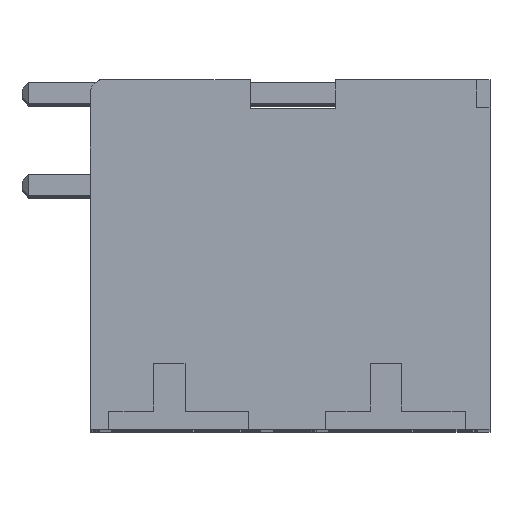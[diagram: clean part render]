
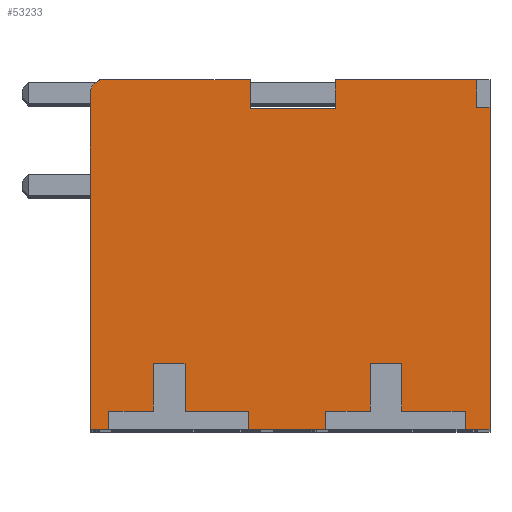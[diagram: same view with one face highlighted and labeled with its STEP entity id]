
A CAD part, top view. The second image highlights one B-rep face of the part: STEP entity #53233.
In plain terms, the highlighted planar face has unit normal (0, 0, 1).
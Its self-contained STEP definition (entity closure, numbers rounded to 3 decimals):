
#14026=DIRECTION('',(-1.,0.,0.));
#14027=VECTOR('',#14026,5.39);
#14028=CARTESIAN_POINT('',(11.703,13.3,33.7));
#14029=LINE('',#14028,#14027);
#14230=DIRECTION('',(0.,-1.,0.));
#14231=VECTOR('',#14230,1.092);
#14232=CARTESIAN_POINT('',(6.313,13.3,33.7));
#14233=LINE('',#14232,#14231);
#14342=DIRECTION('',(0.,1.,0.));
#14343=VECTOR('',#14342,1.092);
#14344=CARTESIAN_POINT('',(3.074,12.208,33.7));
#14345=LINE('',#14344,#14343);
#14862=DIRECTION('',(-1.,0.,0.));
#14863=VECTOR('',#14862,5.716);
#14864=CARTESIAN_POINT('',(3.074,13.3,33.7));
#14865=LINE('',#14864,#14863);
#15274=DIRECTION('',(0.,-1.,0.));
#15275=VECTOR('',#15274,0.02);
#15276=CARTESIAN_POINT('',(-2.641,13.3,33.7));
#15277=LINE('',#15276,#15275);
#18184=DIRECTION('',(-1.,0.,0.));
#18185=VECTOR('',#18184,3.238);
#18186=CARTESIAN_POINT('',(6.313,12.208,33.7));
#18187=LINE('',#18186,#18185);
#18188=DIRECTION('',(0.,1.,0.));
#18189=VECTOR('',#18188,0.7);
#18190=CARTESIAN_POINT('',(11.25,0.,33.7));
#18191=LINE('',#18190,#18189);
#18192=DIRECTION('',(1.,0.,0.));
#18193=VECTOR('',#18192,2.4);
#18194=CARTESIAN_POINT('',(8.85,0.7,33.7));
#18195=LINE('',#18194,#18193);
#18196=DIRECTION('',(0.,-1.,0.));
#18197=VECTOR('',#18196,1.8);
#18198=CARTESIAN_POINT('',(8.85,2.5,33.7));
#18199=LINE('',#18198,#18197);
#18200=DIRECTION('',(1.,0.,0.));
#18201=VECTOR('',#18200,1.2);
#18202=CARTESIAN_POINT('',(7.65,2.5,33.7));
#18203=LINE('',#18202,#18201);
#18204=DIRECTION('',(0.,1.,0.));
#18205=VECTOR('',#18204,1.8);
#18206=CARTESIAN_POINT('',(7.65,0.7,33.7));
#18207=LINE('',#18206,#18205);
#18208=DIRECTION('',(1.,0.,0.));
#18209=VECTOR('',#18208,1.7);
#18210=CARTESIAN_POINT('',(5.95,0.7,33.7));
#18211=LINE('',#18210,#18209);
#18212=DIRECTION('',(0.,1.,0.));
#18213=VECTOR('',#18212,0.7);
#18214=CARTESIAN_POINT('',(5.95,0.,33.7));
#18215=LINE('',#18214,#18213);
#18216=DIRECTION('',(-1.,0.,0.));
#18217=VECTOR('',#18216,2.95);
#18218=CARTESIAN_POINT('',(5.95,0.,33.7));
#18219=LINE('',#18218,#18217);
#18220=DIRECTION('',(0.,1.,0.));
#18221=VECTOR('',#18220,0.7);
#18222=CARTESIAN_POINT('',(3.,0.,33.7));
#18223=LINE('',#18222,#18221);
#18224=DIRECTION('',(1.,0.,0.));
#18225=VECTOR('',#18224,2.4);
#18226=CARTESIAN_POINT('',(0.6,0.7,33.7));
#18227=LINE('',#18226,#18225);
#18228=DIRECTION('',(0.,-1.,0.));
#18229=VECTOR('',#18228,1.8);
#18230=CARTESIAN_POINT('',(0.6,2.5,33.7));
#18231=LINE('',#18230,#18229);
#18232=DIRECTION('',(1.,0.,0.));
#18233=VECTOR('',#18232,1.2);
#18234=CARTESIAN_POINT('',(-0.6,2.5,33.7));
#18235=LINE('',#18234,#18233);
#18236=DIRECTION('',(0.,1.,0.));
#18237=VECTOR('',#18236,1.8);
#18238=CARTESIAN_POINT('',(-0.6,0.7,33.7));
#18239=LINE('',#18238,#18237);
#18240=DIRECTION('',(1.,0.,0.));
#18241=VECTOR('',#18240,1.7);
#18242=CARTESIAN_POINT('',(-2.3,0.7,33.7));
#18243=LINE('',#18242,#18241);
#18244=DIRECTION('',(0.,1.,0.));
#18245=VECTOR('',#18244,0.7);
#18246=CARTESIAN_POINT('',(-2.3,0.,33.7));
#18247=LINE('',#18246,#18245);
#18248=DIRECTION('',(-1.,0.,0.));
#18249=VECTOR('',#18248,0.7);
#18250=CARTESIAN_POINT('',(-2.3,0.,33.7));
#18251=LINE('',#18250,#18249);
#18252=DIRECTION('',(0.,1.,0.));
#18253=VECTOR('',#18252,12.8);
#18254=CARTESIAN_POINT('',(-3.,0.,33.7));
#18255=LINE('',#18254,#18253);
#18256=CARTESIAN_POINT('',(-2.5,12.8,33.7));
#18257=DIRECTION('',(0.,0.,-1.));
#18258=DIRECTION('',(-1.,0.,0.));
#18259=AXIS2_PLACEMENT_3D('',#18256,#18257,#18258);
#18261=DIRECTION('',(0.,-1.,0.));
#18262=VECTOR('',#18261,12.25);
#18263=CARTESIAN_POINT('',(12.2,12.25,33.7));
#18264=LINE('',#18263,#18262);
#18265=DIRECTION('',(-1.,0.,0.));
#18266=VECTOR('',#18265,0.95);
#18267=CARTESIAN_POINT('',(12.2,0.,33.7));
#18268=LINE('',#18267,#18266);
#18428=DIRECTION('',(0.,1.,0.));
#18429=VECTOR('',#18428,1.05);
#18430=CARTESIAN_POINT('',(11.703,12.25,33.7));
#18431=LINE('',#18430,#18429);
#18444=DIRECTION('',(-1.,0.,0.));
#18445=VECTOR('',#18444,0.497);
#18446=CARTESIAN_POINT('',(12.2,12.25,33.7));
#18447=LINE('',#18446,#18445);
#19990=CARTESIAN_POINT('',(-3.,0.,33.7));
#19991=VERTEX_POINT('',#19990);
#20072=CARTESIAN_POINT('',(12.2,12.25,33.7));
#20073=CARTESIAN_POINT('',(12.2,0.,33.7));
#20074=VERTEX_POINT('',#20072);
#20075=VERTEX_POINT('',#20073);
#20082=CARTESIAN_POINT('',(11.703,13.3,33.7));
#20083=VERTEX_POINT('',#20082);
#20084=CARTESIAN_POINT('',(6.313,13.3,33.7));
#20085=VERTEX_POINT('',#20084);
#20086=CARTESIAN_POINT('',(6.313,12.208,33.7));
#20087=VERTEX_POINT('',#20086);
#20096=CARTESIAN_POINT('',(3.074,12.208,33.7));
#20097=CARTESIAN_POINT('',(3.074,13.3,33.7));
#20098=VERTEX_POINT('',#20096);
#20099=VERTEX_POINT('',#20097);
#20108=CARTESIAN_POINT('',(-2.641,13.3,33.7));
#20109=VERTEX_POINT('',#20108);
#20110=CARTESIAN_POINT('',(-2.641,13.28,33.7));
#20111=VERTEX_POINT('',#20110);
#20140=CARTESIAN_POINT('',(-3.,12.8,33.7));
#20141=VERTEX_POINT('',#20140);
#20142=CARTESIAN_POINT('',(11.703,12.25,33.7));
#20143=VERTEX_POINT('',#20142);
#20386=CARTESIAN_POINT('',(11.25,0.7,33.7));
#20387=VERTEX_POINT('',#20386);
#20388=CARTESIAN_POINT('',(11.25,0.,33.7));
#20389=VERTEX_POINT('',#20388);
#20390=CARTESIAN_POINT('',(5.95,0.,33.7));
#20391=VERTEX_POINT('',#20390);
#20392=CARTESIAN_POINT('',(5.95,0.7,33.7));
#20393=VERTEX_POINT('',#20392);
#20394=CARTESIAN_POINT('',(7.65,0.7,33.7));
#20395=VERTEX_POINT('',#20394);
#20396=CARTESIAN_POINT('',(7.65,2.5,33.7));
#20397=VERTEX_POINT('',#20396);
#20398=CARTESIAN_POINT('',(8.85,2.5,33.7));
#20399=VERTEX_POINT('',#20398);
#20400=CARTESIAN_POINT('',(8.85,0.7,33.7));
#20401=VERTEX_POINT('',#20400);
#20402=CARTESIAN_POINT('',(3.,0.,33.7));
#20403=VERTEX_POINT('',#20402);
#20404=CARTESIAN_POINT('',(-2.3,0.,33.7));
#20405=VERTEX_POINT('',#20404);
#20406=CARTESIAN_POINT('',(-2.3,0.7,33.7));
#20407=VERTEX_POINT('',#20406);
#20408=CARTESIAN_POINT('',(-0.6,0.7,33.7));
#20409=VERTEX_POINT('',#20408);
#20410=CARTESIAN_POINT('',(-0.6,2.5,33.7));
#20411=VERTEX_POINT('',#20410);
#20412=CARTESIAN_POINT('',(0.6,2.5,33.7));
#20413=VERTEX_POINT('',#20412);
#20414=CARTESIAN_POINT('',(0.6,0.7,33.7));
#20415=VERTEX_POINT('',#20414);
#20416=CARTESIAN_POINT('',(3.,0.7,33.7));
#20417=VERTEX_POINT('',#20416);
#53180=CARTESIAN_POINT('',(0.,0.,33.7));
#53181=DIRECTION('',(0.,0.,1.));
#53182=DIRECTION('',(1.,0.,0.));
#53183=AXIS2_PLACEMENT_3D('',#53180,#53181,#53182);
#53184=PLANE('',#53183);
#53186=ORIENTED_EDGE('',*,*,#53185,.T.);
#53188=ORIENTED_EDGE('',*,*,#53187,.F.);
#53190=ORIENTED_EDGE('',*,*,#53189,.F.);
#53192=ORIENTED_EDGE('',*,*,#53191,.F.);
#53194=ORIENTED_EDGE('',*,*,#53193,.F.);
#53196=ORIENTED_EDGE('',*,*,#53195,.F.);
#53198=ORIENTED_EDGE('',*,*,#53197,.F.);
#53199=ORIENTED_EDGE('',*,*,#26429,.T.);
#53201=ORIENTED_EDGE('',*,*,#53200,.T.);
#53203=ORIENTED_EDGE('',*,*,#53202,.F.);
#53205=ORIENTED_EDGE('',*,*,#53204,.F.);
#53207=ORIENTED_EDGE('',*,*,#53206,.F.);
#53209=ORIENTED_EDGE('',*,*,#53208,.F.);
#53211=ORIENTED_EDGE('',*,*,#53210,.F.);
#53213=ORIENTED_EDGE('',*,*,#53212,.F.);
#53214=ORIENTED_EDGE('',*,*,#26421,.T.);
#53216=ORIENTED_EDGE('',*,*,#53215,.T.);
#53218=ORIENTED_EDGE('',*,*,#53217,.T.);
#53219=ORIENTED_EDGE('',*,*,#47864,.F.);
#53220=ORIENTED_EDGE('',*,*,#47834,.F.);
#53221=ORIENTED_EDGE('',*,*,#46821,.F.);
#53222=ORIENTED_EDGE('',*,*,#53175,.F.);
#53223=ORIENTED_EDGE('',*,*,#46579,.F.);
#53224=ORIENTED_EDGE('',*,*,#46564,.F.);
#53226=ORIENTED_EDGE('',*,*,#53225,.F.);
#53228=ORIENTED_EDGE('',*,*,#53227,.F.);
#53229=ORIENTED_EDGE('',*,*,#46312,.T.);
#53230=ORIENTED_EDGE('',*,*,#26437,.T.);
#53231=EDGE_LOOP('',(#53186,#53188,#53190,#53192,#53194,#53196,#53198,#53199,
#53201,#53203,#53205,#53207,#53209,#53211,#53213,#53214,#53216,#53218,#53219,
#53220,#53221,#53222,#53223,#53224,#53226,#53228,#53229,#53230));
#53232=FACE_OUTER_BOUND('',#53231,.F.);
#18260=CIRCLE('',#18259,0.5);
#26421=EDGE_CURVE('',#20405,#19991,#18251,.T.);
#26429=EDGE_CURVE('',#20391,#20403,#18219,.T.);
#26437=EDGE_CURVE('',#20075,#20389,#18268,.T.);
#46312=EDGE_CURVE('',#20074,#20075,#18264,.T.);
#46564=EDGE_CURVE('',#20083,#20085,#14029,.T.);
#46579=EDGE_CURVE('',#20085,#20087,#14233,.T.);
#46821=EDGE_CURVE('',#20098,#20099,#14345,.T.);
#47834=EDGE_CURVE('',#20099,#20109,#14865,.T.);
#47864=EDGE_CURVE('',#20109,#20111,#15277,.T.);
#53175=EDGE_CURVE('',#20087,#20098,#18187,.T.);
#53185=EDGE_CURVE('',#20389,#20387,#18191,.T.);
#53187=EDGE_CURVE('',#20401,#20387,#18195,.T.);
#53189=EDGE_CURVE('',#20399,#20401,#18199,.T.);
#53191=EDGE_CURVE('',#20397,#20399,#18203,.T.);
#53193=EDGE_CURVE('',#20395,#20397,#18207,.T.);
#53195=EDGE_CURVE('',#20393,#20395,#18211,.T.);
#53197=EDGE_CURVE('',#20391,#20393,#18215,.T.);
#53200=EDGE_CURVE('',#20403,#20417,#18223,.T.);
#53202=EDGE_CURVE('',#20415,#20417,#18227,.T.);
#53204=EDGE_CURVE('',#20413,#20415,#18231,.T.);
#53206=EDGE_CURVE('',#20411,#20413,#18235,.T.);
#53208=EDGE_CURVE('',#20409,#20411,#18239,.T.);
#53210=EDGE_CURVE('',#20407,#20409,#18243,.T.);
#53212=EDGE_CURVE('',#20405,#20407,#18247,.T.);
#53215=EDGE_CURVE('',#19991,#20141,#18255,.T.);
#53217=EDGE_CURVE('',#20141,#20111,#18260,.T.);
#53225=EDGE_CURVE('',#20143,#20083,#18431,.T.);
#53227=EDGE_CURVE('',#20074,#20143,#18447,.T.);
#53233=ADVANCED_FACE('',(#53232),#53184,.T.);
